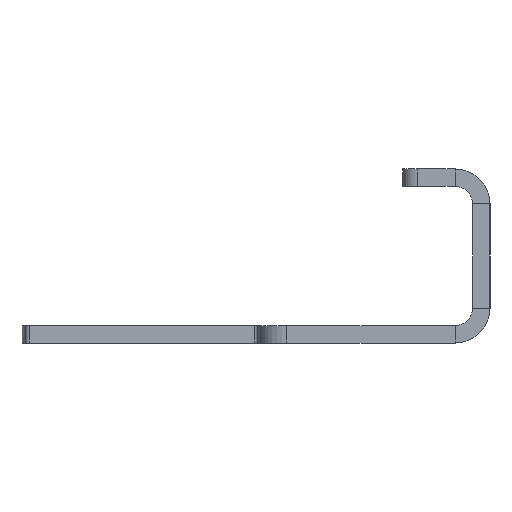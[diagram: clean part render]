
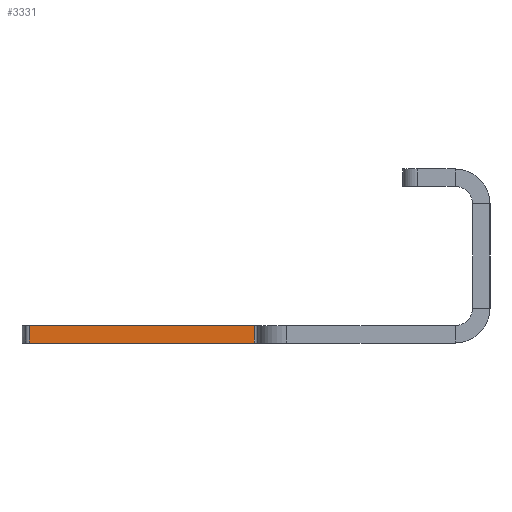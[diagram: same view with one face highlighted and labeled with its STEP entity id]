
A CAD part, left-side view. The second image highlights one B-rep face of the part: STEP entity #3331.
In plain terms, the highlighted planar face has unit normal (-1, 0, 0).
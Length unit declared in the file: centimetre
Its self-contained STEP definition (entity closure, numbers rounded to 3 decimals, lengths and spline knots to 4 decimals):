
#256=LINE('',#5116,#535);
#295=LINE('',#5322,#574);
#338=LINE('',#5942,#617);
#339=LINE('',#5944,#618);
#535=VECTOR('',#3869,1.);
#574=VECTOR('',#3958,1.);
#617=VECTOR('',#4079,1.);
#618=VECTOR('',#4082,1.);
#788=PLANE('',#3589);
#894=FACE_OUTER_BOUND('',#1083,.T.);
#1083=EDGE_LOOP('',(#2595,#2596,#2597,#2598));
#1446=VERTEX_POINT('',#5113);
#1447=VERTEX_POINT('',#5115);
#1513=VERTEX_POINT('',#5319);
#1514=VERTEX_POINT('',#5321);
#1796=EDGE_CURVE('',#1446,#1447,#256,.T.);
#1866=EDGE_CURVE('',#1513,#1514,#295,.T.);
#1988=EDGE_CURVE('',#1514,#1446,#338,.T.);
#1989=EDGE_CURVE('',#1447,#1513,#339,.T.);
#2595=ORIENTED_EDGE('',*,*,#1988,.F.);
#2596=ORIENTED_EDGE('',*,*,#1866,.F.);
#2597=ORIENTED_EDGE('',*,*,#1989,.F.);
#2598=ORIENTED_EDGE('',*,*,#1796,.F.);
#3331=ADVANCED_FACE('',(#894),#788,.T.);
#3589=AXIS2_PLACEMENT_3D('',#5943,#4080,#4081);
#3869=DIRECTION('',(0.,-1.,0.));
#3958=DIRECTION('',(0.,1.,0.));
#4079=DIRECTION('',(0.,0.,1.));
#4080=DIRECTION('center_axis',(-1.,0.,0.));
#4081=DIRECTION('ref_axis',(0.,-1.,0.));
#4082=DIRECTION('',(0.,0.,-1.));
#5113=CARTESIAN_POINT('',(-4.3321,-0.0381,0.1905));
#5115=CARTESIAN_POINT('',(-4.3321,-2.5019,0.1905));
#5116=CARTESIAN_POINT('',(-4.3321,-2.54,0.1905));
#5319=CARTESIAN_POINT('',(-4.3321,-2.5019,0.));
#5321=CARTESIAN_POINT('',(-4.3321,-0.0381,0.));
#5322=CARTESIAN_POINT('',(-4.3321,-2.54,0.));
#5942=CARTESIAN_POINT('',(-4.3321,-0.0381,0.));
#5943=CARTESIAN_POINT('Origin',(-4.3321,0.,
0.));
#5944=CARTESIAN_POINT('',(-4.3321,-2.5019,0.));
